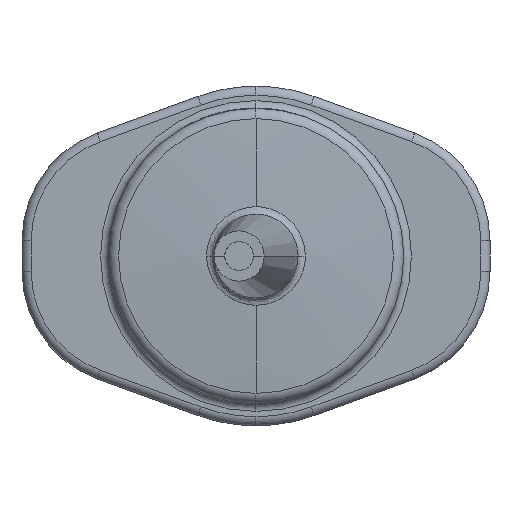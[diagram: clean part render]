
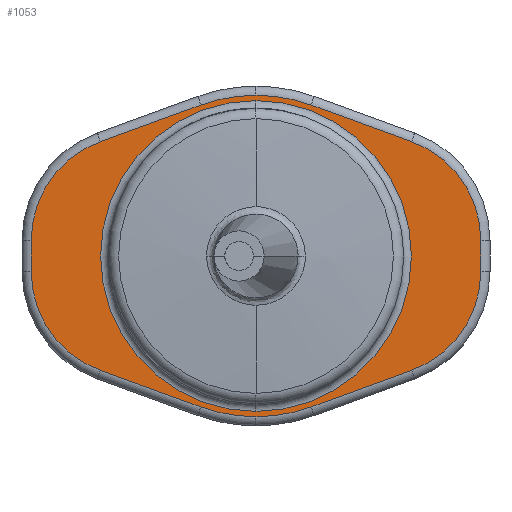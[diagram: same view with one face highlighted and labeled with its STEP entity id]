
A CAD part, left-side view. The second image highlights one B-rep face of the part: STEP entity #1053.
In plain terms, the highlighted planar face has unit normal (-1, 0, 0).
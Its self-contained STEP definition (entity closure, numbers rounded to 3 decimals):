
#1053=ADVANCED_FACE('',(#3090,#3091),#3092,.T.);
#3090=FACE_BOUND('',#18872,.T.);
#3091=FACE_OUTER_BOUND('',#18873,.T.);
#3092=PLANE('',#18874);
#18872=EDGE_LOOP('',(#26409,#26410,#26411));
#18873=EDGE_LOOP('',(#26412,#26413,#26414,#26415,#26416,#26417,#26418,#26419,#26420,#26421,#26422,#26423,#26424,#26425));
#18874=AXIS2_PLACEMENT_3D('',#26426,#26427,#26428);
#26409=ORIENTED_EDGE('',*,*,#29424,.T.);
#26410=ORIENTED_EDGE('',*,*,#27127,.T.);
#26411=ORIENTED_EDGE('',*,*,#29425,.T.);
#26412=ORIENTED_EDGE('',*,*,#27635,.F.);
#26413=ORIENTED_EDGE('',*,*,#27110,.F.);
#26414=ORIENTED_EDGE('',*,*,#27084,.F.);
#26415=ORIENTED_EDGE('',*,*,#27613,.F.);
#26416=ORIENTED_EDGE('',*,*,#27088,.F.);
#26417=ORIENTED_EDGE('',*,*,#29415,.F.);
#26418=ORIENTED_EDGE('',*,*,#27092,.F.);
#26419=ORIENTED_EDGE('',*,*,#27621,.F.);
#26420=ORIENTED_EDGE('',*,*,#27096,.F.);
#26421=ORIENTED_EDGE('',*,*,#27108,.F.);
#26422=ORIENTED_EDGE('',*,*,#27629,.F.);
#26423=ORIENTED_EDGE('',*,*,#27100,.F.);
#26424=ORIENTED_EDGE('',*,*,#29404,.F.);
#26425=ORIENTED_EDGE('',*,*,#27104,.F.);
#26426=CARTESIAN_POINT('',(159.975,50.271,0.0));
#26427=DIRECTION('',(-1.0,0.0,0.0));
#26428=DIRECTION('',(0.0,-1.0,0.0));
#27084=EDGE_CURVE('',#30202,#30204,#30205,.T.);
#27088=EDGE_CURVE('',#30210,#30212,#30213,.T.);
#27092=EDGE_CURVE('',#30218,#30220,#30221,.T.);
#27096=EDGE_CURVE('',#30226,#30228,#30229,.T.);
#27100=EDGE_CURVE('',#30234,#30236,#30237,.T.);
#27104=EDGE_CURVE('',#30242,#30244,#30245,.T.);
#27108=EDGE_CURVE('',#30249,#30226,#30251,.T.);
#27110=EDGE_CURVE('',#30204,#30254,#30255,.T.);
#27127=EDGE_CURVE('',#30276,#30282,#30284,.T.);
#27613=EDGE_CURVE('',#30212,#30202,#31244,.T.);
#27621=EDGE_CURVE('',#30228,#30218,#31258,.T.);
#27629=EDGE_CURVE('',#30236,#30249,#31270,.T.);
#27635=EDGE_CURVE('',#30254,#30242,#31281,.T.);
#29404=EDGE_CURVE('',#30244,#30234,#34076,.T.);
#29415=EDGE_CURVE('',#30220,#30210,#34090,.T.);
#29424=EDGE_CURVE('',#34101,#30276,#34102,.T.);
#29425=EDGE_CURVE('',#30282,#34101,#34103,.T.);
#30202=VERTEX_POINT('',#35371);
#30204=VERTEX_POINT('',#35373);
#30205=CIRCLE('',#35374,21.05);
#30210=VERTEX_POINT('',#35379);
#30212=VERTEX_POINT('',#35381);
#30213=CIRCLE('',#35382,13.8);
#30218=VERTEX_POINT('',#35387);
#30220=VERTEX_POINT('',#35389);
#30221=CIRCLE('',#35390,13.8);
#30226=VERTEX_POINT('',#35395);
#30228=VERTEX_POINT('',#35397);
#30229=CIRCLE('',#35398,21.05);
#30234=VERTEX_POINT('',#35403);
#30236=VERTEX_POINT('',#35405);
#30237=CIRCLE('',#35406,13.8);
#30242=VERTEX_POINT('',#35411);
#30244=VERTEX_POINT('',#35413);
#30245=CIRCLE('',#35414,13.8);
#30249=VERTEX_POINT('',#35418);
#30251=CIRCLE('',#35420,21.05);
#30254=VERTEX_POINT('',#35423);
#30255=CIRCLE('',#35424,21.05);
#30276=VERTEX_POINT('',#35447);
#30282=VERTEX_POINT('',#35453);
#30284=CIRCLE('',#35455,20.35);
#31244=LINE('',#37735,#37736);
#31258=LINE('',#37753,#37754);
#31270=LINE('',#37767,#37768);
#31281=LINE('',#37782,#37783);
#34076=LINE('',#44388,#44389);
#34090=LINE('',#44405,#44406);
#34101=VERTEX_POINT('',#44418);
#34102=CIRCLE('',#44419,20.35);
#34103=CIRCLE('',#44420,20.35);
#35371=CARTESIAN_POINT('',(159.975,17.572,-19.781));
#35373=CARTESIAN_POINT('',(159.975,24.771,-21.05));
#35374=AXIS2_PLACEMENT_3D('',#45401,#45402,#45403);
#35379=CARTESIAN_POINT('',(159.975,-4.679,-2.019));
#35381=CARTESIAN_POINT('',(159.975,4.401,-14.987));
#35382=AXIS2_PLACEMENT_3D('',#45413,#45414,#45415);
#35387=CARTESIAN_POINT('',(159.975,4.401,14.987));
#35389=CARTESIAN_POINT('',(159.975,-4.679,2.019));
#35390=AXIS2_PLACEMENT_3D('',#45425,#45426,#45427);
#35395=CARTESIAN_POINT('',(159.975,24.771,21.05));
#35397=CARTESIAN_POINT('',(159.975,17.572,19.781));
#35398=AXIS2_PLACEMENT_3D('',#45437,#45438,#45439);
#35403=CARTESIAN_POINT('',(159.975,54.221,2.019));
#35405=CARTESIAN_POINT('',(159.975,45.141,14.987));
#35406=AXIS2_PLACEMENT_3D('',#45449,#45450,#45451);
#35411=CARTESIAN_POINT('',(159.975,45.141,-14.987));
#35413=CARTESIAN_POINT('',(159.975,54.221,-2.019));
#35414=AXIS2_PLACEMENT_3D('',#45461,#45462,#45463);
#35418=CARTESIAN_POINT('',(159.975,31.971,19.781));
#35420=AXIS2_PLACEMENT_3D('',#45473,#45474,#45475);
#35423=CARTESIAN_POINT('',(159.975,31.971,-19.781));
#35424=AXIS2_PLACEMENT_3D('',#45479,#45480,#45481);
#35447=CARTESIAN_POINT('',(159.975,24.771,20.35));
#35453=CARTESIAN_POINT('',(159.975,24.771,-20.35));
#35455=AXIS2_PLACEMENT_3D('',#45526,#45527,#45528);
#37735=CARTESIAN_POINT('',(159.975,25.537,-22.68));
#37736=VECTOR('',#45752,1.0);
#37753=CARTESIAN_POINT('',(159.975,25.537,22.68));
#37754=VECTOR('',#45768,1.0);
#37767=CARTESIAN_POINT('',(159.975,46.522,14.484));
#37768=VECTOR('',#45788,1.0);
#37782=CARTESIAN_POINT('',(159.975,46.522,-14.484));
#37783=VECTOR('',#45798,1.0);
#44388=CARTESIAN_POINT('',(159.975,54.221,-0.505));
#44389=VECTOR('',#46639,1.0);
#44405=CARTESIAN_POINT('',(159.975,-4.679,-0.505));
#44406=VECTOR('',#46666,1.0);
#44418=CARTESIAN_POINT('',(159.975,45.121,0.0));
#44419=AXIS2_PLACEMENT_3D('',#46689,#46690,#46691);
#44420=AXIS2_PLACEMENT_3D('',#46692,#46693,#46694);
#45401=CARTESIAN_POINT('',(159.975,24.771,0.));
#45402=DIRECTION('',(1.0,-0.0,0.0));
#45403=DIRECTION('',(0.0,0.0,-1.0));
#45413=CARTESIAN_POINT('',(159.975,9.121,-2.019));
#45414=DIRECTION('',(1.0,0.0,0.0));
#45415=DIRECTION('',(0.0,-0.819,-0.574));
#45425=CARTESIAN_POINT('',(159.975,9.121,2.019));
#45426=DIRECTION('',(1.0,0.0,0.0));
#45427=DIRECTION('',(0.0,-0.819,0.574));
#45437=CARTESIAN_POINT('',(159.975,24.771,0.));
#45438=DIRECTION('',(1.0,0.0,-0.0));
#45439=DIRECTION('',(0.0,0.,1.0));
#45449=CARTESIAN_POINT('',(159.975,40.421,2.019));
#45450=DIRECTION('',(1.0,0.0,-0.0));
#45451=DIRECTION('',(0.0,0.819,0.574));
#45461=CARTESIAN_POINT('',(159.975,40.421,-2.019));
#45462=DIRECTION('',(1.0,-0.0,0.0));
#45463=DIRECTION('',(0.0,0.819,-0.574));
#45473=CARTESIAN_POINT('',(159.975,24.771,0.));
#45474=DIRECTION('',(1.0,0.0,-0.0));
#45475=DIRECTION('',(0.0,0.,1.0));
#45479=CARTESIAN_POINT('',(159.975,24.771,0.));
#45480=DIRECTION('',(1.0,-0.0,0.0));
#45481=DIRECTION('',(0.0,0.0,-1.0));
#45526=CARTESIAN_POINT('',(159.975,24.771,0.0));
#45527=DIRECTION('',(1.0,0.,0.0));
#45528=DIRECTION('',(0.,1.0,0.0));
#45752=DIRECTION('',(-0.0,0.94,-0.342));
#45768=DIRECTION('',(-0.0,-0.94,-0.342));
#45788=DIRECTION('',(-0.0,-0.94,0.342));
#45798=DIRECTION('',(-0.0,0.94,0.342));
#46639=DIRECTION('',(0.0,0.,1.0));
#46666=DIRECTION('',(0.0,0.,-1.0));
#46689=CARTESIAN_POINT('',(159.975,24.771,0.0));
#46690=DIRECTION('',(1.0,0.,0.0));
#46691=DIRECTION('',(0.,1.0,0.0));
#46692=CARTESIAN_POINT('',(159.975,24.771,0.0));
#46693=DIRECTION('',(1.0,0.,0.0));
#46694=DIRECTION('',(0.,1.0,0.0));
